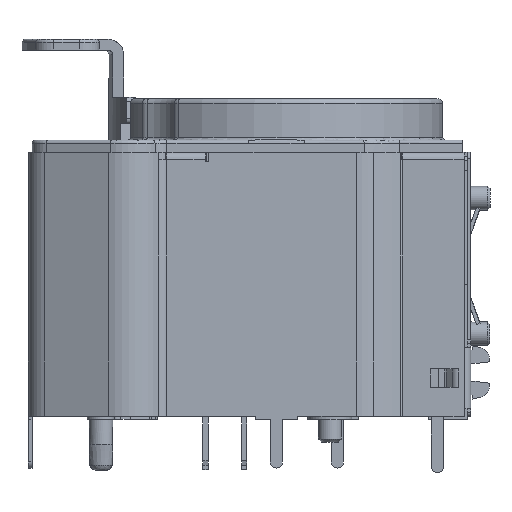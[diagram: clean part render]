
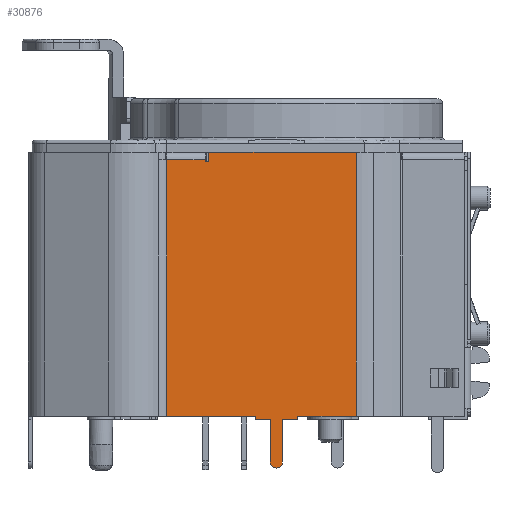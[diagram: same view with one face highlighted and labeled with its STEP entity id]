
A CAD part, left-side view. The second image highlights one B-rep face of the part: STEP entity #30876.
In plain terms, the highlighted planar face has unit normal (-1, 0, 0).
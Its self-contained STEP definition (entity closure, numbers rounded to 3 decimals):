
#26602=CARTESIAN_POINT('',(-11.35,-5.238,-0.8));
#26603=VERTEX_POINT('',#26602);
#29247=CARTESIAN_POINT('',(-11.35,-0.4,-21.1));
#29248=VERTEX_POINT('',#29247);
#29255=CARTESIAN_POINT('',(-11.35,0.4,-21.1));
#29256=VERTEX_POINT('',#29255);
#29257=CARTESIAN_POINT('',(-11.35,0.,-21.1));
#29258=DIRECTION('',(1.0,0.,0.));
#29259=DIRECTION('',(0.,0.707,-0.707));
#29260=AXIS2_PLACEMENT_3D('',#29257,#29258,#29259);
#29261=CIRCLE('',#29260,0.4);
#29262=EDGE_CURVE('',#29248,#29256,#29261,.T.);
#29656=CARTESIAN_POINT('',(-11.35,0.4,-18.3));
#29657=VERTEX_POINT('',#29656);
#29658=CARTESIAN_POINT('',(-11.35,0.4,-18.3));
#29659=DIRECTION('',(0.0,0.0,-1.0));
#29660=VECTOR('',#29659,2.8);
#29661=LINE('',#29658,#29660);
#29662=EDGE_CURVE('',#29657,#29256,#29661,.T.);
#29681=CARTESIAN_POINT('',(-11.35,-0.4,-18.3));
#29682=VERTEX_POINT('',#29681);
#29689=CARTESIAN_POINT('',(-11.35,-0.4,-18.3));
#29690=DIRECTION('',(0.0,0.0,-1.0));
#29691=VECTOR('',#29690,2.8);
#29692=LINE('',#29689,#29691);
#29693=EDGE_CURVE('',#29682,#29248,#29692,.T.);
#29780=CARTESIAN_POINT('',(-11.35,-1.4,-18.3));
#29781=VERTEX_POINT('',#29780);
#29788=CARTESIAN_POINT('',(-11.35,-0.4,-18.3));
#29789=DIRECTION('',(0.0,-1.0,0.0));
#29790=VECTOR('',#29789,1.);
#29791=LINE('',#29788,#29790);
#29792=EDGE_CURVE('',#29682,#29781,#29791,.T.);
#29836=CARTESIAN_POINT('',(-11.35,1.4,-18.3));
#29837=VERTEX_POINT('',#29836);
#29844=CARTESIAN_POINT('',(-11.35,1.4,-18.1));
#29845=VERTEX_POINT('',#29844);
#29846=CARTESIAN_POINT('',(-11.35,1.4,-18.1));
#29847=DIRECTION('',(0.0,0.0,-1.0));
#29848=VECTOR('',#29847,0.2);
#29849=LINE('',#29846,#29848);
#29850=EDGE_CURVE('',#29845,#29837,#29849,.T.);
#29869=CARTESIAN_POINT('',(-11.35,-1.4,-18.1));
#29870=VERTEX_POINT('',#29869);
#29877=CARTESIAN_POINT('',(-11.35,-1.4,-18.1));
#29878=DIRECTION('',(0.0,0.0,-1.0));
#29879=VECTOR('',#29878,0.2);
#29880=LINE('',#29877,#29879);
#29881=EDGE_CURVE('',#29870,#29781,#29880,.T.);
#29892=CARTESIAN_POINT('',(-11.35,1.4,-18.3));
#29893=DIRECTION('',(0.0,-1.0,0.0));
#29894=VECTOR('',#29893,1.);
#29895=LINE('',#29892,#29894);
#29896=EDGE_CURVE('',#29837,#29657,#29895,.T.);
#30049=CARTESIAN_POINT('',(-11.35,7.178,-18.1));
#30050=VERTEX_POINT('',#30049);
#30051=CARTESIAN_POINT('',(-11.35,1.4,-18.1));
#30052=DIRECTION('',(0.0,1.0,0.0));
#30053=VECTOR('',#30052,5.778);
#30054=LINE('',#30051,#30053);
#30055=EDGE_CURVE('',#29845,#30050,#30054,.T.);
#30074=CARTESIAN_POINT('',(-11.35,-5.238,-18.1));
#30075=VERTEX_POINT('',#30074);
#30082=CARTESIAN_POINT('',(-11.35,-5.238,-18.1));
#30083=DIRECTION('',(0.0,1.0,0.0));
#30084=VECTOR('',#30083,3.838);
#30085=LINE('',#30082,#30084);
#30086=EDGE_CURVE('',#30075,#29870,#30085,.T.);
#30571=CARTESIAN_POINT('',(-11.35,4.678,-1.3));
#30572=VERTEX_POINT('',#30571);
#30597=CARTESIAN_POINT('',(-11.35,7.178,-1.3));
#30598=VERTEX_POINT('',#30597);
#30640=CARTESIAN_POINT('',(-11.35,4.678,-1.3));
#30641=DIRECTION('',(0.0,1.0,0.0));
#30642=VECTOR('',#30641,2.5);
#30643=LINE('',#30640,#30642);
#30644=EDGE_CURVE('',#30572,#30598,#30643,.T.);
#30759=CARTESIAN_POINT('',(-11.35,4.428,-1.425));
#30760=VERTEX_POINT('',#30759);
#30767=CARTESIAN_POINT('',(-11.35,4.428,-0.8));
#30768=VERTEX_POINT('',#30767);
#30769=CARTESIAN_POINT('',(-11.35,4.428,-0.8));
#30770=DIRECTION('',(0.0,0.0,-1.0));
#30771=VECTOR('',#30770,0.625);
#30772=LINE('',#30769,#30771);
#30773=EDGE_CURVE('',#30768,#30760,#30772,.T.);
#30790=CARTESIAN_POINT('',(-11.35,4.678,-1.425));
#30791=VERTEX_POINT('',#30790);
#30792=CARTESIAN_POINT('',(-11.35,4.678,-1.425));
#30793=DIRECTION('',(0.0,0.0,1.0));
#30794=VECTOR('',#30793,0.125);
#30795=LINE('',#30792,#30794);
#30796=EDGE_CURVE('',#30791,#30572,#30795,.T.);
#30828=CARTESIAN_POINT('',(-11.35,4.428,-1.425));
#30829=DIRECTION('',(0.0,1.0,0.0));
#30830=VECTOR('',#30829,0.25);
#30831=LINE('',#30828,#30830);
#30832=EDGE_CURVE('',#30760,#30791,#30831,.T.);
#30838=CARTESIAN_POINT('',(-11.35,27.154,-9.45));
#30839=DIRECTION('',(-1.0,0.0,0.0));
#30840=DIRECTION('',(0.0,0.0,-1.0));
#30841=AXIS2_PLACEMENT_3D('',#30838,#30839,#30840);
#30842=PLANE('',#30841);
#30843=ORIENTED_EDGE('',*,*,#29262,.F.);
#30844=ORIENTED_EDGE('',*,*,#29693,.F.);
#30845=ORIENTED_EDGE('',*,*,#29792,.T.);
#30846=ORIENTED_EDGE('',*,*,#29881,.F.);
#30847=ORIENTED_EDGE('',*,*,#30086,.F.);
#30848=CARTESIAN_POINT('',(-11.35,-5.238,-0.8));
#30849=DIRECTION('',(0.0,0.0,-1.0));
#30850=VECTOR('',#30849,17.3);
#30851=LINE('',#30848,#30850);
#30852=EDGE_CURVE('',#26603,#30075,#30851,.T.);
#30853=ORIENTED_EDGE('',*,*,#30852,.F.);
#30854=CARTESIAN_POINT('',(-11.35,-5.238,-0.8));
#30855=DIRECTION('',(0.0,1.0,0.0));
#30856=VECTOR('',#30855,9.666);
#30857=LINE('',#30854,#30856);
#30858=EDGE_CURVE('',#26603,#30768,#30857,.T.);
#30859=ORIENTED_EDGE('',*,*,#30858,.T.);
#30860=ORIENTED_EDGE('',*,*,#30773,.T.);
#30861=ORIENTED_EDGE('',*,*,#30832,.T.);
#30862=ORIENTED_EDGE('',*,*,#30796,.T.);
#30863=ORIENTED_EDGE('',*,*,#30644,.T.);
#30864=CARTESIAN_POINT('',(-11.35,7.178,-1.3));
#30865=DIRECTION('',(0.0,0.0,-1.0));
#30866=VECTOR('',#30865,16.8);
#30867=LINE('',#30864,#30866);
#30868=EDGE_CURVE('',#30598,#30050,#30867,.T.);
#30869=ORIENTED_EDGE('',*,*,#30868,.T.);
#30870=ORIENTED_EDGE('',*,*,#30055,.F.);
#30871=ORIENTED_EDGE('',*,*,#29850,.T.);
#30872=ORIENTED_EDGE('',*,*,#29896,.T.);
#30873=ORIENTED_EDGE('',*,*,#29662,.T.);
#30874=EDGE_LOOP('',(#30843,#30844,#30845,#30846,#30847,#30853,#30859,#30860,#30861,#30862,#30863,#30869,#30870,#30871,#30872,#30873));
#30875=FACE_OUTER_BOUND('',#30874,.T.);
#30876=ADVANCED_FACE('',(#30875),#30842,.T.);
